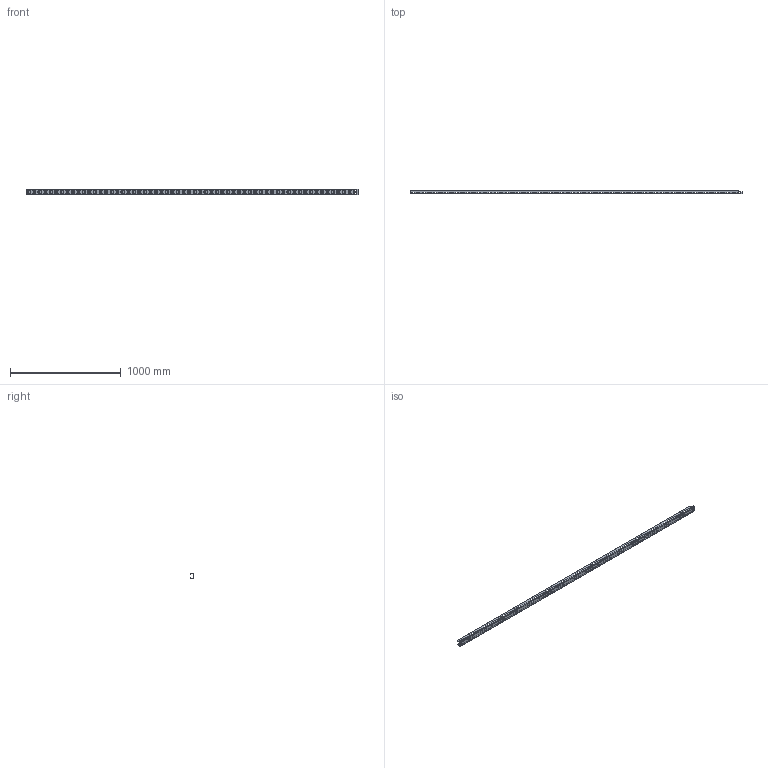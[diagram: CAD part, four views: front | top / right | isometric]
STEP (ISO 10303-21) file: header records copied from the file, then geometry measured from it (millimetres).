
FILE_DESCRIPTION (( 'STEP AP203' ), '1' );
FILE_NAME ('CLP10-035-050-070-3 Ëîòîê ïåðôîðèðîâàííûé 35õ50õ3000, 0,7ìì.STEP', '2016-02-04T09:20:56', ( '' ), ( '' ), 'SwSTEP 2.0', 'SolidWorks 2014', '' );
FILE_SCHEMA (( 'CONFIG_CONTROL_DESIGN' ));
Length unit declared in the file: millimetre
Products named in the file (1): CLP10-035-050-070-3 Ëîòîê ïåðôîðèðîâàííûé 35õ50õ3000, 0,7ìì
Bounding box: 3000 x 35 x 50 mm (x, y, z)
Volume: 245073.1 mm3; surface area: 716528.8 mm2
Topology: 1 solids, 1 shells, 1043 faces, 3158 edges, 2109 vertices
Faces by surface type: plane 544, cylinder 499
Full cylindrical faces by diameter (mm): 11 x19
Entity records: 36513 total; most frequent: CARTESIAN_POINT 6254, ORIENTED_EDGE 6240, DIRECTION 6206, EDGE_CURVE 3120, VECTOR 2122, LINE 2122, VERTEX_POINT 2090, AXIS2_PLACEMENT_3D 2042
